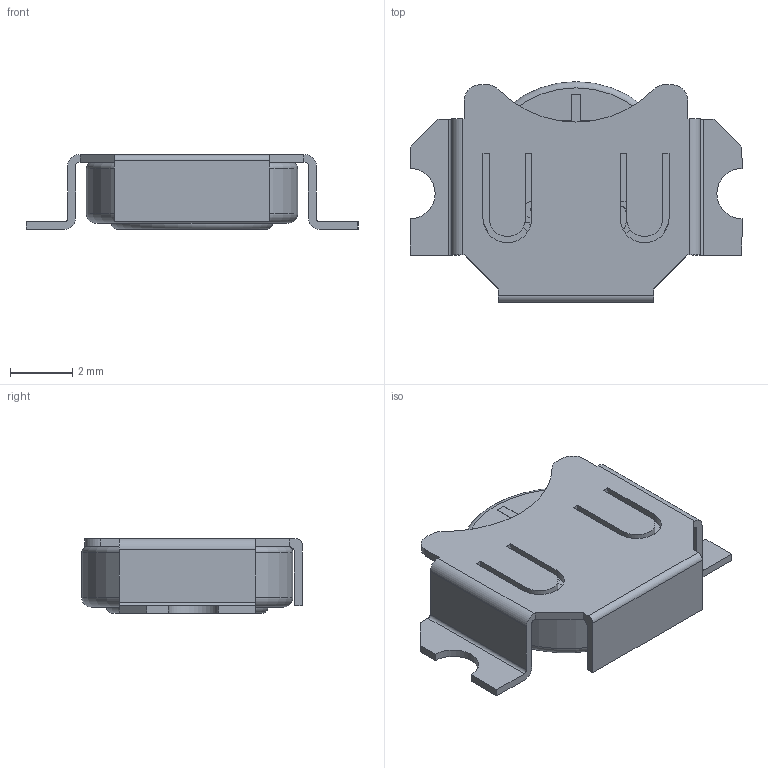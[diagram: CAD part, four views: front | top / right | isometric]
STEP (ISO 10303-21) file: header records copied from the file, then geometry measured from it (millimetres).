
FILE_DESCRIPTION (( 'STEP AP214' ), '1' );
FILE_NAME ('BAT_HOLDER_Keystone_SM_Button_Cell_Retainer_for_SR60-st.STEP', '2015-03-31T09:34:43', ( 'pomocnik' ), ( '' ), 'SwSTEP 2.0', 'SolidWorks 2012', '' );
FILE_SCHEMA (( 'AUTOMOTIVE_DESIGN' ));
Length unit declared in the file: millimetre
Products named in the file (1): BAT_HOLDER_Keystone_SM_Button_Cell_Retainer_for_SR60-st
Bounding box: 10.69 x 7.1 x 2.4 mm (x, y, z)
Volume: 94.2 mm3; surface area: 290.4 mm2
Topology: 2 solids, 2 shells, 155 faces, 420 edges, 279 vertices
Faces by surface type: plane 81, bspline 47, cylinder 24, torus 3
Full cylindrical faces by diameter (mm): 5.2 x1, 6.1 x1, 6.8 x1
Entity records: 9105 total; most frequent: CARTESIAN_POINT 3742, ORIENTED_EDGE 828, DIRECTION 587, EDGE_CURVE 414, VERTEX_POINT 279, VECTOR 267, LINE 267, EDGE_LOOP 175
